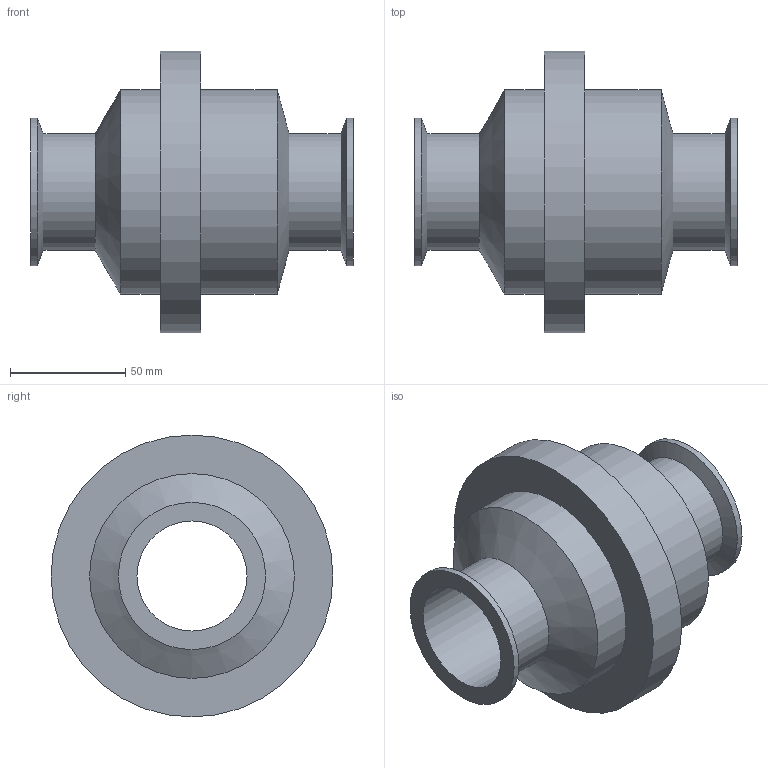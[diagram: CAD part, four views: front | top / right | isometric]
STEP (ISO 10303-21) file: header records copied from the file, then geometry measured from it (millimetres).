
FILE_DESCRIPTION(/* description */ (''),/* implementation_level */ '2;1');
FILE_NAME(/* name */ 'CVCG_CXC_20.stp',/* time_stamp */ '2021-08-19T18:19:50+09:00',/* author */ ('nishioka'),/* organization */ (''),/* preprocessor_version */ 'ST-DEVELOPER v18.1',/* originating_system */ 'Autodesk Inventor 2021',/* authorisation */ '');
FILE_SCHEMA (('AUTOMOTIVE_DESIGN { 1 0 10303 214 3 1 1 }'));
Length unit declared in the file: millimetre
Products named in the file (1): CVCG_CXC
Bounding box: 140 x 122.5 x 122.5 mm (x, y, z)
Volume: 455429.3 mm3; surface area: 75954.8 mm2
Topology: 1 solids, 1 shells, 16 faces, 28 edges, 16 vertices
Faces by surface type: cylinder 8, plane 4, cone 4
Full cylindrical faces by diameter (mm): 47.8 x1, 50.8 x2, 64 x2, 89 x2, 122.5 x1
Entity records: 429 total; most frequent: DIRECTION 78, CARTESIAN_POINT 61, ORIENTED_EDGE 56, AXIS2_PLACEMENT_3D 33, EDGE_CURVE 28, EDGE_LOOP 20, FACE_OUTER_BOUND 16, CIRCLE 16
